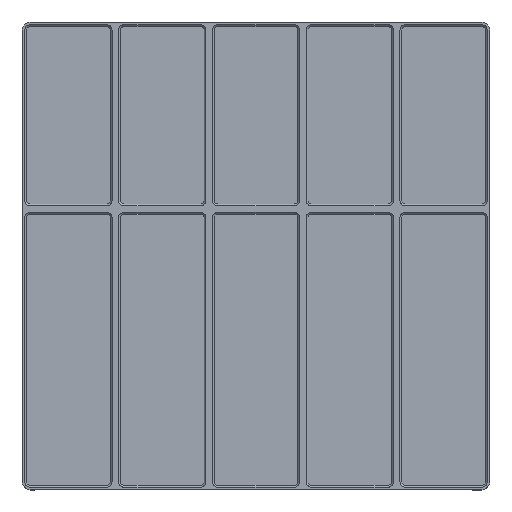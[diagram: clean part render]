
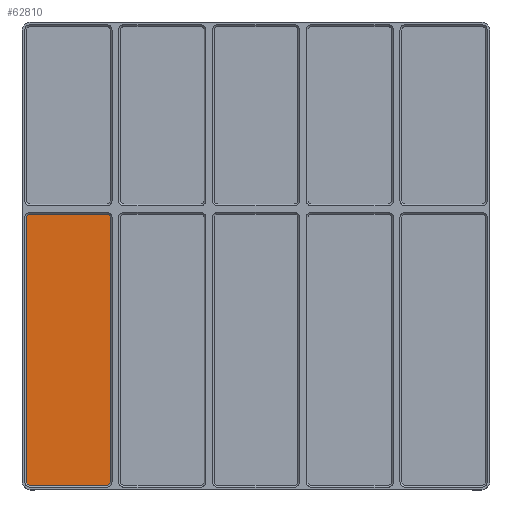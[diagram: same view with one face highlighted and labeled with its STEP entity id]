
A CAD part, top view. The second image highlights one B-rep face of the part: STEP entity #62810.
In plain terms, the highlighted planar face has unit normal (0, 0, 1).
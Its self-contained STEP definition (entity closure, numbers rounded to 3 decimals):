
#62060=CARTESIAN_POINT('',(105.,189.,7.));
#62070=DIRECTION('',(0.,0.,1.));
#62080=DIRECTION('',(-1.,0.,0.));
#62090=AXIS2_PLACEMENT_3D('',#62060,#62070,#62080);
#62100=PLANE('',#62090);
#62110=CARTESIAN_POINT('',(122.15,87.85,7.));
#62120=DIRECTION('',(0.,0.,-1.));
#62130=DIRECTION('',(1.,0.,0.));
#62140=AXIS2_PLACEMENT_3D('',#62110,#62120,#62130);
#62150=CIRCLE('',#62140,1.6);
#62160=CARTESIAN_POINT('',(123.75,87.85,7.));
#62170=VERTEX_POINT('',#62160);
#62180=CARTESIAN_POINT('',(122.15,86.25,7.));
#62190=VERTEX_POINT('',#62180);
#62200=EDGE_CURVE('',#62170,#62190,#62150,.T.);
#62210=ORIENTED_EDGE('',*,*,#62200,.F.);
#62220=CARTESIAN_POINT('',(121.,86.25,7.));
#62230=DIRECTION('',(-1.,0.,0.));
#62240=VECTOR('',#62230,1.);
#62250=LINE('',#62220,#62240);
#62260=CARTESIAN_POINT('',(87.85,86.25,7.));
#62270=VERTEX_POINT('',#62260);
#62280=EDGE_CURVE('',#62190,#62270,#62250,.T.);
#62290=ORIENTED_EDGE('',*,*,#62280,.F.);
#62300=CARTESIAN_POINT('',(87.85,87.85,7.));
#62310=DIRECTION('',(0.,0.,-1.));
#62320=DIRECTION('',(1.,0.,0.));
#62330=AXIS2_PLACEMENT_3D('',#62300,#62310,#62320);
#62340=CIRCLE('',#62330,1.6);
#62350=CARTESIAN_POINT('',(86.25,87.85,7.));
#62360=VERTEX_POINT('',#62350);
#62370=EDGE_CURVE('',#62270,#62360,#62340,.T.);
#62380=ORIENTED_EDGE('',*,*,#62370,.F.);
#62390=CARTESIAN_POINT('',(86.25,173.,7.));
#62400=DIRECTION('',(0.,1.,0.));
#62410=VECTOR('',#62400,1.);
#62420=LINE('',#62390,#62410);
#62430=CARTESIAN_POINT('',(86.25,206.15,7.));
#62440=VERTEX_POINT('',#62430);
#62450=EDGE_CURVE('',#62360,#62440,#62420,.T.);
#62460=ORIENTED_EDGE('',*,*,#62450,.F.);
#62470=CARTESIAN_POINT('',(87.85,206.15,7.));
#62480=DIRECTION('',(0.,0.,-1.));
#62490=DIRECTION('',(1.,0.,0.));
#62500=AXIS2_PLACEMENT_3D('',#62470,#62480,#62490);
#62510=CIRCLE('',#62500,1.6);
#62520=CARTESIAN_POINT('',(87.85,207.75,7.));
#62530=VERTEX_POINT('',#62520);
#62540=EDGE_CURVE('',#62440,#62530,#62510,.T.);
#62550=ORIENTED_EDGE('',*,*,#62540,.F.);
#62560=CARTESIAN_POINT('',(89.,207.75,7.));
#62570=DIRECTION('',(1.,0.,0.));
#62580=VECTOR('',#62570,1.);
#62590=LINE('',#62560,#62580);
#62600=CARTESIAN_POINT('',(122.15,207.75,7.));
#62610=VERTEX_POINT('',#62600);
#62620=EDGE_CURVE('',#62530,#62610,#62590,.T.);
#62630=ORIENTED_EDGE('',*,*,#62620,.F.);
#62640=CARTESIAN_POINT('',(122.15,206.15,7.));
#62650=DIRECTION('',(0.,0.,-1.));
#62660=DIRECTION('',(1.,0.,0.));
#62670=AXIS2_PLACEMENT_3D('',#62640,#62650,#62660);
#62680=CIRCLE('',#62670,1.6);
#62690=CARTESIAN_POINT('',(123.75,206.15,7.));
#62700=VERTEX_POINT('',#62690);
#62710=EDGE_CURVE('',#62610,#62700,#62680,.T.);
#62720=ORIENTED_EDGE('',*,*,#62710,.F.);
#62730=CARTESIAN_POINT('',(123.75,121.,7.));
#62740=DIRECTION('',(0.,-1.,0.));
#62750=VECTOR('',#62740,1.);
#62760=LINE('',#62730,#62750);
#62770=EDGE_CURVE('',#62700,#62170,#62760,.T.);
#62780=ORIENTED_EDGE('',*,*,#62770,.F.);
#62790=EDGE_LOOP('',(#62780,#62720,#62630,#62550,#62460,#62380,#62290,
#62210));
#62800=FACE_OUTER_BOUND('',#62790,.T.);
#62810=ADVANCED_FACE('',(#62800),#62100,.T.);
